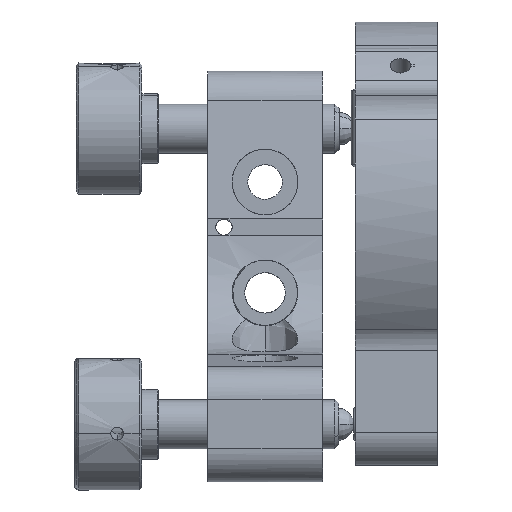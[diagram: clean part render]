
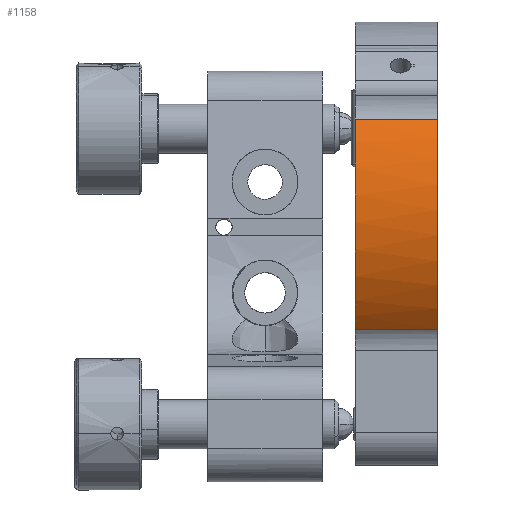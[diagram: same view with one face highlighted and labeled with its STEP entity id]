
A CAD part, left-side view. The second image highlights one B-rep face of the part: STEP entity #1158.
In plain terms, the highlighted free-form (B-spline) face has degree [2, 1] with [9, 2] control points.
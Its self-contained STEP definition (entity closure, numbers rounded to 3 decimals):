
#1158=ADVANCED_FACE('',(#2000),#14017,.T.);
#2000=FACE_OUTER_BOUND('',#2927,.T.);
#2927=EDGE_LOOP('',(#7453,#7454,#7455,#7456));
#7453=ORIENTED_EDGE('',*,*,#9905,.T.);
#7454=ORIENTED_EDGE('',*,*,#9855,.F.);
#7455=ORIENTED_EDGE('',*,*,#9856,.T.);
#7456=ORIENTED_EDGE('',*,*,#9857,.T.);
#9855=EDGE_CURVE('',#13751,#13752,#12187,.T.);
#9856=EDGE_CURVE('',#13751,#13754,#12188,.T.);
#9857=EDGE_CURVE('',#13754,#13753,#12189,.T.);
#9905=EDGE_CURVE('',#13753,#13752,#12225,.T.);
#12187=(
BOUNDED_CURVE()
B_SPLINE_CURVE(1,(#29744,#29745),.UNSPECIFIED.,.F.,.F.)
B_SPLINE_CURVE_WITH_KNOTS((2,2),(0.,10.),.UNSPECIFIED.)
CURVE()
GEOMETRIC_REPRESENTATION_ITEM()
RATIONAL_B_SPLINE_CURVE((1.,1.))
REPRESENTATION_ITEM('')
);
#12188=(
BOUNDED_CURVE()
B_SPLINE_CURVE(2,(#29746,#29747,#29748,#29749,#29750),.UNSPECIFIED.,.F.,
 .F.)
B_SPLINE_CURVE_WITH_KNOTS((3,2,3),(-27.266,-11.747,
0.),.UNSPECIFIED.)
CURVE()
GEOMETRIC_REPRESENTATION_ITEM()
RATIONAL_B_SPLINE_CURVE((1.,0.943,1.,0.968,1.))
REPRESENTATION_ITEM('')
);
#12189=(
BOUNDED_CURVE()
B_SPLINE_CURVE(1,(#29751,#29752),.UNSPECIFIED.,.F.,.F.)
B_SPLINE_CURVE_WITH_KNOTS((2,2),(0.,10.),.UNSPECIFIED.)
CURVE()
GEOMETRIC_REPRESENTATION_ITEM()
RATIONAL_B_SPLINE_CURVE((1.,1.))
REPRESENTATION_ITEM('')
);
#12225=(
BOUNDED_CURVE()
B_SPLINE_CURVE(2,(#29897,#29898,#29899),.UNSPECIFIED.,.F.,.F.)
B_SPLINE_CURVE_WITH_KNOTS((3,3),(-27.266,0.),.UNSPECIFIED.)
CURVE()
GEOMETRIC_REPRESENTATION_ITEM()
RATIONAL_B_SPLINE_CURVE((1.,0.829,1.))
REPRESENTATION_ITEM('')
);
#13751=VERTEX_POINT('',#29305);
#13752=VERTEX_POINT('',#29306);
#13753=VERTEX_POINT('',#29307);
#13754=VERTEX_POINT('',#29308);
#14017=(
BOUNDED_SURFACE()
B_SPLINE_SURFACE(2,1,((#28984,#28985),(#28986,#28987),(#28988,#28989),(#28990,
#28991),(#28992,#28993),(#28994,#28995),(#28996,#28997),(#28998,#28999),
(#29000,#29001)),.UNSPECIFIED.,.T.,.F.,.F.)
B_SPLINE_SURFACE_WITH_KNOTS((3,2,2,2,3),(2,2),(0.,36.128,72.257,
108.385,144.513),(0.,12.24),.UNSPECIFIED.)
GEOMETRIC_REPRESENTATION_ITEM()
RATIONAL_B_SPLINE_SURFACE(((1.,1.),(0.707,0.707),
(1.,1.),(0.707,0.707),(1.,1.),(0.707,
0.707),(1.,1.),(0.707,0.707),(1.,1.)))
REPRESENTATION_ITEM('')
SURFACE()
);
#28984=CARTESIAN_POINT('',(17.,-10.863,35.596));
#28985=CARTESIAN_POINT('',(17.,-23.103,35.596));
#28986=CARTESIAN_POINT('',(17.,-10.863,58.596));
#28987=CARTESIAN_POINT('',(17.,-23.103,58.596));
#28988=CARTESIAN_POINT('',(-6.,-10.863,58.596));
#28989=CARTESIAN_POINT('',(-6.,-23.103,58.596));
#28990=CARTESIAN_POINT('',(-29.,-10.863,58.596));
#28991=CARTESIAN_POINT('',(-29.,-23.103,58.596));
#28992=CARTESIAN_POINT('',(-29.,-10.863,35.596));
#28993=CARTESIAN_POINT('',(-29.,-23.103,35.596));
#28994=CARTESIAN_POINT('',(-29.,-10.863,12.596));
#28995=CARTESIAN_POINT('',(-29.,-23.103,12.596));
#28996=CARTESIAN_POINT('',(-6.,-10.863,12.596));
#28997=CARTESIAN_POINT('',(-6.,-23.103,12.596));
#28998=CARTESIAN_POINT('',(17.,-10.863,12.596));
#28999=CARTESIAN_POINT('',(17.,-23.103,12.596));
#29000=CARTESIAN_POINT('',(17.,-10.863,35.596));
#29001=CARTESIAN_POINT('',(17.,-23.103,35.596));
#29305=CARTESIAN_POINT('',(-23.889,-21.983,21.14));
#29306=CARTESIAN_POINT('',(-23.889,-11.983,21.14));
#29307=CARTESIAN_POINT('',(-26.12,-11.983,46.74));
#29308=CARTESIAN_POINT('',(-26.12,-21.983,46.74));
#29744=CARTESIAN_POINT('',(-23.889,-21.983,21.14));
#29745=CARTESIAN_POINT('',(-23.889,-11.983,21.14));
#29746=CARTESIAN_POINT('',(-23.889,-21.983,21.14));
#29747=CARTESIAN_POINT('',(-29.,-21.983,27.465));
#29748=CARTESIAN_POINT('',(-29.,-21.983,35.596));
#29749=CARTESIAN_POINT('',(-29.,-21.983,41.54));
#29750=CARTESIAN_POINT('',(-26.12,-21.983,46.74));
#29751=CARTESIAN_POINT('',(-26.12,-21.983,46.74));
#29752=CARTESIAN_POINT('',(-26.12,-11.983,46.74));
#29897=CARTESIAN_POINT('',(-26.12,-11.983,46.74));
#29898=CARTESIAN_POINT('',(-33.626,-11.983,33.189));
#29899=CARTESIAN_POINT('',(-23.889,-11.983,21.14));
